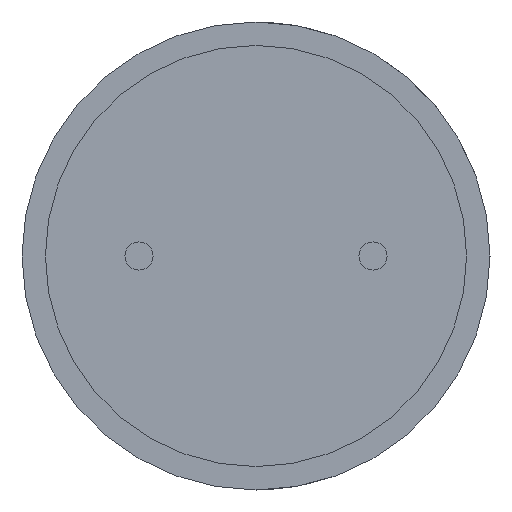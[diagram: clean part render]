
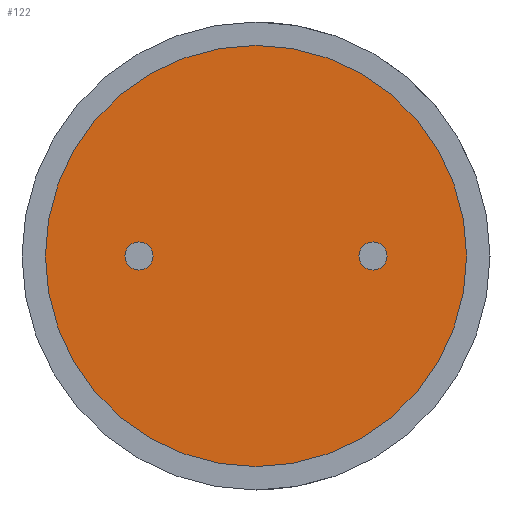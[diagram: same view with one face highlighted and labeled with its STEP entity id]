
A CAD part, front view. The second image highlights one B-rep face of the part: STEP entity #122.
In plain terms, the highlighted planar face has unit normal (0, -1, 0).
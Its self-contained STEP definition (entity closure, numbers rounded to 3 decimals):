
#40 = DIRECTION ( 'NONE',  ( 0., -1., 0. ) ) ;
#78 = PLANE ( 'NONE',  #694 ) ;
#81 = CIRCLE ( 'NONE', #782, 4.5 ) ;
#84 = DIRECTION ( 'NONE',  ( 0., 1., 0. ) ) ;
#122 = ADVANCED_FACE ( 'NONE', ( #403 ), #78, .F. ) ;
#124 = DIRECTION ( 'NONE',  ( 0., 0., 1. ) ) ;
#126 = EDGE_CURVE ( 'NONE', #432, #585, #81, .T. ) ;
#194 = ORIENTED_EDGE ( 'NONE', *, *, #126, .T. ) ;
#208 = CARTESIAN_POINT ( 'NONE',  ( 0., 0., 0. ) ) ;
#355 = ORIENTED_EDGE ( 'NONE', *, *, #883, .T. ) ;
#403 = FACE_OUTER_BOUND ( 'NONE', #809, .T. ) ;
#427 = CARTESIAN_POINT ( 'NONE',  ( 0., 0., 4.5 ) ) ;
#432 = VERTEX_POINT ( 'NONE', #427 ) ;
#476 = DIRECTION ( 'NONE',  ( 0., 0., -1. ) ) ;
#485 = CARTESIAN_POINT ( 'NONE',  ( 0., 0., 0. ) ) ;
#489 = DIRECTION ( 'NONE',  ( 0., -1., 0. ) ) ;
#585 = VERTEX_POINT ( 'NONE', #695 ) ;
#694 = AXIS2_PLACEMENT_3D ( 'NONE', #846, #84, #124 ) ;
#695 = CARTESIAN_POINT ( 'NONE',  ( 0., 0., -4.5 ) ) ;
#733 = CIRCLE ( 'NONE', #835, 4.5 ) ;
#782 = AXIS2_PLACEMENT_3D ( 'NONE', #485, #40, #853 ) ;
#809 = EDGE_LOOP ( 'NONE', ( #355, #194 ) ) ;
#835 = AXIS2_PLACEMENT_3D ( 'NONE', #208, #489, #476 ) ;
#846 = CARTESIAN_POINT ( 'NONE',  ( -4.5, 0., 0. ) ) ;
#853 = DIRECTION ( 'NONE',  ( 0., 0., -1. ) ) ;
#883 = EDGE_CURVE ( 'NONE', #585, #432, #733, .T. ) ;
